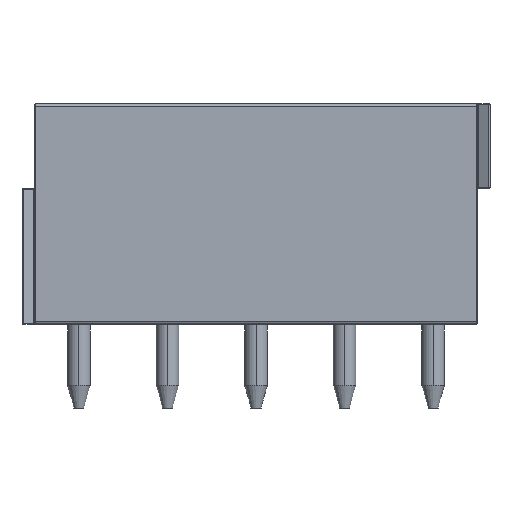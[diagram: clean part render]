
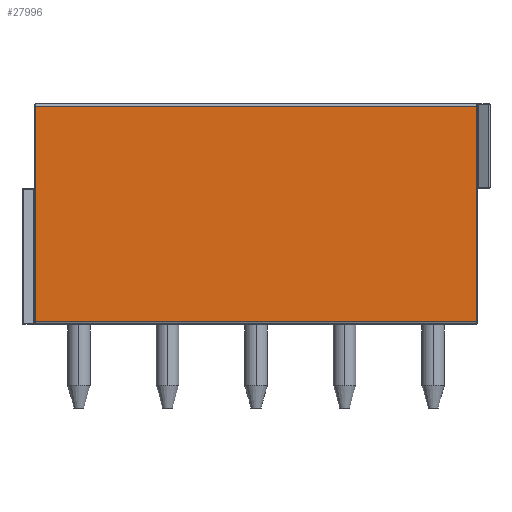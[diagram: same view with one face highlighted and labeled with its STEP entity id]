
A CAD part, left-side view. The second image highlights one B-rep face of the part: STEP entity #27996.
In plain terms, the highlighted planar face has unit normal (-1, 0, 0).
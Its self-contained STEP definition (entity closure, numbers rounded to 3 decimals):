
#570=PLANE('',#29714);
#2470=FACE_OUTER_BOUND('',#4219,.T.);
#4219=EDGE_LOOP('',(#19774,#19775,#19776,#19777));
#7631=LINE('',#48888,#9493);
#7657=LINE('',#49075,#9519);
#7659=LINE('',#49081,#9521);
#7660=LINE('',#49082,#9522);
#9493=VECTOR('',#33531,10.);
#9519=VECTOR('',#33681,10.);
#9521=VECTOR('',#33687,10.);
#9522=VECTOR('',#33688,10.);
#11672=VERTEX_POINT('',#48882);
#11673=VERTEX_POINT('',#48886);
#11700=VERTEX_POINT('',#49074);
#11702=VERTEX_POINT('',#49080);
#14593=EDGE_CURVE('',#11672,#11673,#7631,.T.);
#14653=EDGE_CURVE('',#11673,#11700,#7657,.T.);
#14656=EDGE_CURVE('',#11702,#11672,#7659,.T.);
#14657=EDGE_CURVE('',#11700,#11702,#7660,.T.);
#19774=ORIENTED_EDGE('',*,*,#14593,.F.);
#19775=ORIENTED_EDGE('',*,*,#14656,.F.);
#19776=ORIENTED_EDGE('',*,*,#14657,.F.);
#19777=ORIENTED_EDGE('',*,*,#14653,.F.);
#27996=ADVANCED_FACE('',(#2470),#570,.T.);
#29714=AXIS2_PLACEMENT_3D('',#49079,#33685,#33686);
#33531=DIRECTION('',(0.,0.,-1.));
#33681=DIRECTION('',(0.,1.,0.));
#33685=DIRECTION('center_axis',(-1.,0.,0.));
#33686=DIRECTION('ref_axis',(0.,0.,-1.));
#33687=DIRECTION('',(0.,-1.,0.));
#33688=DIRECTION('',(0.,0.,1.));
#48882=CARTESIAN_POINT('',(-3.4,-8.72,8.6));
#48886=CARTESIAN_POINT('',(-3.4,-8.72,0.1));
#48888=CARTESIAN_POINT('',(-3.4,-8.72,6.525));
#49074=CARTESIAN_POINT('',(-3.4,8.72,0.1));
#49075=CARTESIAN_POINT('',(-3.4,8.75,0.1));
#49079=CARTESIAN_POINT('Origin',(-3.4,8.75,8.7));
#49080=CARTESIAN_POINT('',(-3.4,8.72,8.6));
#49081=CARTESIAN_POINT('',(-3.4,-5.25,8.6));
#49082=CARTESIAN_POINT('',(-3.4,8.72,6.525));
